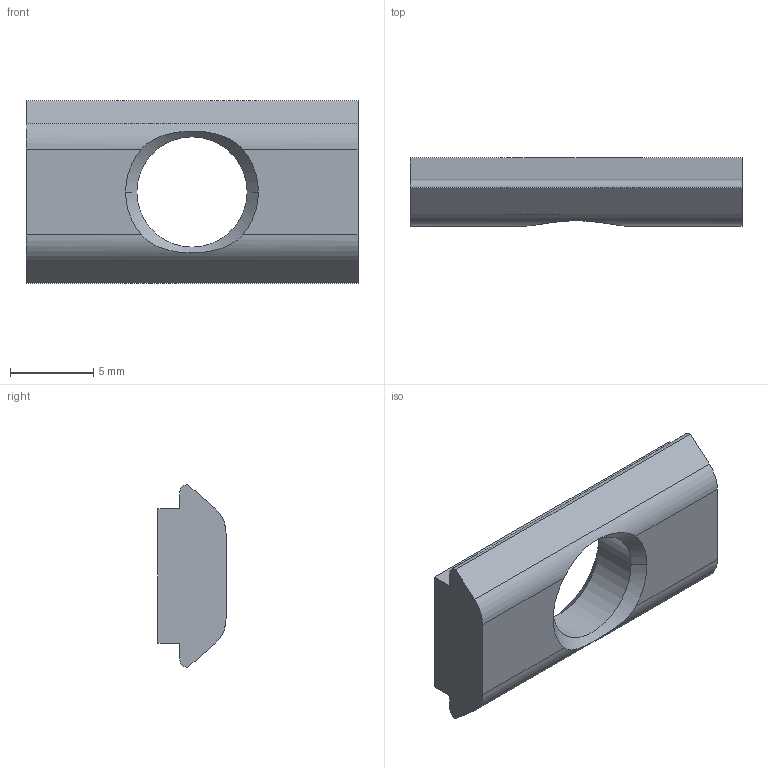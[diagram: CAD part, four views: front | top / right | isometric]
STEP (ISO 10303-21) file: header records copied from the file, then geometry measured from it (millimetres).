
FILE_DESCRIPTION (( 'STEP AP214' ), '1' );
FILE_NAME ('1.32.4FM8.STEP', '2024-10-04T18:34:43', ( '' ), ( '' ), 'SwSTEP 2.0', 'SolidWorks 2024', '' );
FILE_SCHEMA (( 'AUTOMOTIVE_DESIGN' ));
Length unit declared in the file: millimetre
Products named in the file (1): 1.32.4FM8
Bounding box: 20 x 4.1 x 11 mm (x, y, z)
Volume: 576.5 mm3; surface area: 613.1 mm2
Topology: 1 solids, 1 shells, 21 faces, 56 edges, 36 vertices
Faces by surface type: plane 11, cylinder 6, cone 4
Entity records: 717 total; most frequent: CARTESIAN_POINT 152, DIRECTION 116, ORIENTED_EDGE 112, EDGE_CURVE 56, AXIS2_PLACEMENT_3D 40, VECTOR 36, VERTEX_POINT 36, LINE 36
